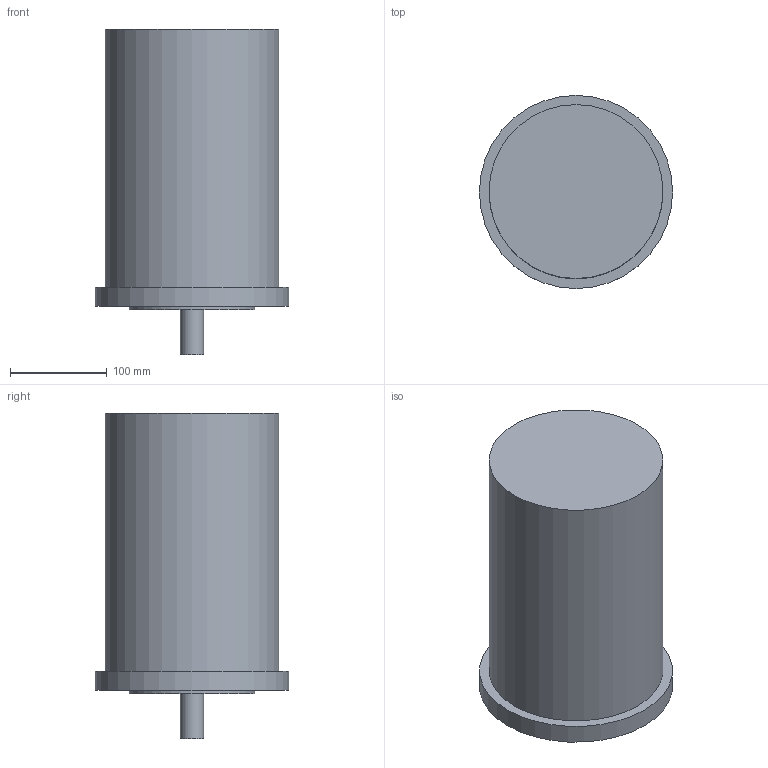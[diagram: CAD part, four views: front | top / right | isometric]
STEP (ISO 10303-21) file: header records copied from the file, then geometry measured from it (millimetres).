
FILE_DESCRIPTION(/* description */ (''),/* implementation_level */ '2;1');
FILE_NAME(/* name */ 'Motor.step',/* time_stamp */ '2024-05-09T15:54:06+01:00',/* author */ (''),/* organization */ (''),/* preprocessor_version */ 'ST-DEVELOPER v20',/* originating_system */ 'Autodesk Translation Framework v12.20.1.177',/* authorisation */ '');
FILE_SCHEMA (('AUTOMOTIVE_DESIGN { 1 0 10303 214 3 1 1 }'));
Length unit declared in the file: millimetre
Products named in the file (1): Motor
Bounding box: 200 x 200 x 337 mm (x, y, z)
Volume: 7481085.6 mm3; surface area: 234334.5 mm2
Topology: 1 solids, 1 shells, 17 faces, 24 edges, 16 vertices
Faces by surface type: plane 9, cylinder 8
Full cylindrical faces by diameter (mm): 12 x4, 24 x1, 130 x1, 180 x1, 200 x1
Entity records: 407 total; most frequent: DIRECTION 76, CARTESIAN_POINT 58, ORIENTED_EDGE 48, AXIS2_PLACEMENT_3D 34, EDGE_LOOP 24, EDGE_CURVE 24, FACE_OUTER_BOUND 17, ADVANCED_FACE 17
